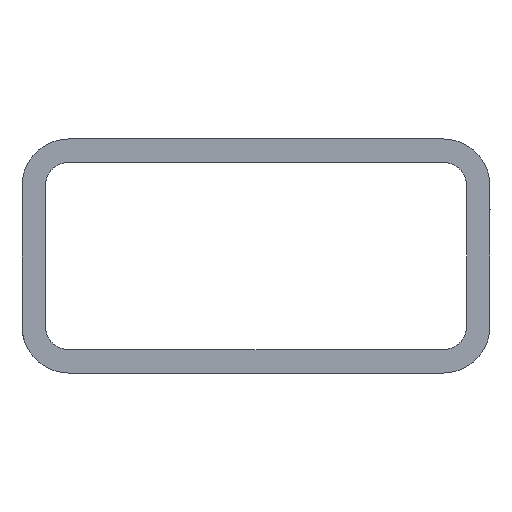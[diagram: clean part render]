
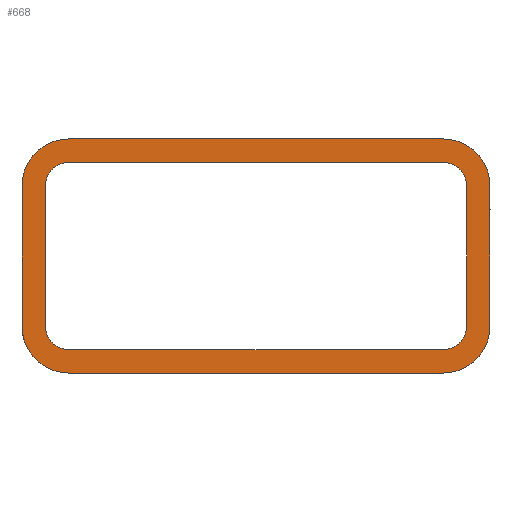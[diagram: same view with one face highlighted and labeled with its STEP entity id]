
A CAD part, front view. The second image highlights one B-rep face of the part: STEP entity #668.
In plain terms, the highlighted planar face has unit normal (0, -1, 0).
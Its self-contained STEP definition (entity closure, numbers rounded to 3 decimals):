
#25 = DIRECTION ( 'NONE',  ( 0., -1., 0. ) ) ;
#84 = VECTOR ( 'NONE', #2913, 1000. ) ;
#122 = VERTEX_POINT ( 'NONE', #1480 ) ;
#134 = CIRCLE ( 'NONE', #3129, 3. ) ;
#159 = CARTESIAN_POINT ( 'NONE',  ( -56.092, 2288.137, -43.25 ) ) ;
#164 = LINE ( 'NONE', #849, #1092 ) ;
#173 = DIRECTION ( 'NONE',  ( 0., 0., 1. ) ) ;
#178 = ORIENTED_EDGE ( 'NONE', *, *, #2545, .F. ) ;
#222 = DIRECTION ( 'NONE',  ( 0., 0., -1. ) ) ;
#243 = VERTEX_POINT ( 'NONE', #2965 ) ;
#248 = ORIENTED_EDGE ( 'NONE', *, *, #1075, .T. ) ;
#252 = EDGE_CURVE ( 'NONE', #2048, #1488, #301, .T. ) ;
#266 = EDGE_CURVE ( 'NONE', #243, #1125, #457, .T. ) ;
#269 = CARTESIAN_POINT ( 'NONE',  ( -104.092, 2288.137, -46.25 ) ) ;
#277 = DIRECTION ( 'NONE',  ( 0., -1., 0. ) ) ;
#301 = CIRCLE ( 'NONE', #1872, 6. ) ;
#302 = EDGE_LOOP ( 'NONE', ( #178, #1591, #1691, #2318, #1389, #3005, #2081, #1224 ) ) ;
#310 = DIRECTION ( 'NONE',  ( 0., 0., -1. ) ) ;
#349 = VERTEX_POINT ( 'NONE', #1194 ) ;
#368 = CARTESIAN_POINT ( 'NONE',  ( -104.092, 2288.137, -16.25 ) ) ;
#370 = DIRECTION ( 'NONE',  ( -1., 0., 0. ) ) ;
#376 = VERTEX_POINT ( 'NONE', #1952 ) ;
#388 = ORIENTED_EDGE ( 'NONE', *, *, #1905, .T. ) ;
#442 = DIRECTION ( 'NONE',  ( 0., 0., -1. ) ) ;
#443 = LINE ( 'NONE', #3092, #84 ) ;
#457 = LINE ( 'NONE', #1940, #3096 ) ;
#460 = PLANE ( 'NONE',  #1458 ) ;
#473 = CARTESIAN_POINT ( 'NONE',  ( -50.092, 2288.137, -40.25 ) ) ;
#485 = CIRCLE ( 'NONE', #903, 6. ) ;
#512 = CARTESIAN_POINT ( 'NONE',  ( -56.092, 2288.137, -22.25 ) ) ;
#577 = ORIENTED_EDGE ( 'NONE', *, *, #1645, .T. ) ;
#668 = ADVANCED_FACE ( 'NONE', ( #1416, #2667 ), #460, .T. ) ;
#673 = DIRECTION ( 'NONE',  ( 0., 0., -1. ) ) ;
#674 = CARTESIAN_POINT ( 'NONE',  ( -53.092, 2288.137, -40.25 ) ) ;
#697 = CARTESIAN_POINT ( 'NONE',  ( -56.092, 2288.137, -16.25 ) ) ;
#704 = DIRECTION ( 'NONE',  ( 0., -1., 0. ) ) ;
#712 = VERTEX_POINT ( 'NONE', #829 ) ;
#730 = DIRECTION ( 'NONE',  ( 0., 0., -1. ) ) ;
#799 = VERTEX_POINT ( 'NONE', #2766 ) ;
#809 = AXIS2_PLACEMENT_3D ( 'NONE', #1731, #967, #730 ) ;
#829 = CARTESIAN_POINT ( 'NONE',  ( -50.092, 2288.137, -22.25 ) ) ;
#842 = AXIS2_PLACEMENT_3D ( 'NONE', #512, #25, #1000 ) ;
#849 = CARTESIAN_POINT ( 'NONE',  ( -53.092, 2288.137, -22.25 ) ) ;
#903 = AXIS2_PLACEMENT_3D ( 'NONE', #1384, #277, #959 ) ;
#954 = EDGE_CURVE ( 'NONE', #1949, #2048, #2540, .T. ) ;
#959 = DIRECTION ( 'NONE',  ( 0., 0., -1. ) ) ;
#967 = DIRECTION ( 'NONE',  ( 0., -1., 0. ) ) ;
#986 = CARTESIAN_POINT ( 'NONE',  ( -104.092, 2288.137, -22.25 ) ) ;
#1000 = DIRECTION ( 'NONE',  ( 0., 0., -1. ) ) ;
#1001 = DIRECTION ( 'NONE',  ( 0., 0., -1. ) ) ;
#1007 = EDGE_CURVE ( 'NONE', #1125, #376, #134, .T. ) ;
#1075 = EDGE_CURVE ( 'NONE', #1488, #2341, #443, .T. ) ;
#1092 = VECTOR ( 'NONE', #173, 1000. ) ;
#1125 = VERTEX_POINT ( 'NONE', #2930 ) ;
#1127 = CARTESIAN_POINT ( 'NONE',  ( -56.092, 2288.137, -46.25 ) ) ;
#1167 = DIRECTION ( 'NONE',  ( 0., -1., 0. ) ) ;
#1173 = EDGE_CURVE ( 'NONE', #2517, #799, #164, .T. ) ;
#1194 = CARTESIAN_POINT ( 'NONE',  ( -56.092, 2288.137, -43.25 ) ) ;
#1224 = ORIENTED_EDGE ( 'NONE', *, *, #2468, .F. ) ;
#1252 = DIRECTION ( 'NONE',  ( 1., 0., 0. ) ) ;
#1297 = CIRCLE ( 'NONE', #809, 3. ) ;
#1342 = VECTOR ( 'NONE', #2299, 1000. ) ;
#1344 = AXIS2_PLACEMENT_3D ( 'NONE', #1510, #2479, #310 ) ;
#1384 = CARTESIAN_POINT ( 'NONE',  ( -56.092, 2288.137, -40.25 ) ) ;
#1389 = ORIENTED_EDGE ( 'NONE', *, *, #1007, .F. ) ;
#1416 = FACE_BOUND ( 'NONE', #302, .T. ) ;
#1426 = DIRECTION ( 'NONE',  ( 0., -1., 0. ) ) ;
#1443 = DIRECTION ( 'NONE',  ( 0., 0., 1. ) ) ;
#1458 = AXIS2_PLACEMENT_3D ( 'NONE', #2129, #1167, #222 ) ;
#1480 = CARTESIAN_POINT ( 'NONE',  ( -104.092, 2288.137, -19.25 ) ) ;
#1488 = VERTEX_POINT ( 'NONE', #2313 ) ;
#1499 = EDGE_CURVE ( 'NONE', #376, #349, #1630, .T. ) ;
#1510 = CARTESIAN_POINT ( 'NONE',  ( -104.092, 2288.137, -22.25 ) ) ;
#1589 = CARTESIAN_POINT ( 'NONE',  ( -56.092, 2288.137, -19.25 ) ) ;
#1591 = ORIENTED_EDGE ( 'NONE', *, *, #1173, .F. ) ;
#1616 = VECTOR ( 'NONE', #2549, 1000. ) ;
#1629 = EDGE_CURVE ( 'NONE', #349, #2517, #1297, .T. ) ;
#1630 = LINE ( 'NONE', #159, #1616 ) ;
#1645 = EDGE_CURVE ( 'NONE', #2341, #2896, #2732, .T. ) ;
#1687 = CARTESIAN_POINT ( 'NONE',  ( -104.092, 2288.137, -46.25 ) ) ;
#1691 = ORIENTED_EDGE ( 'NONE', *, *, #1629, .F. ) ;
#1693 = CARTESIAN_POINT ( 'NONE',  ( -104.092, 2288.137, -40.25 ) ) ;
#1731 = CARTESIAN_POINT ( 'NONE',  ( -56.092, 2288.137, -40.25 ) ) ;
#1735 = EDGE_CURVE ( 'NONE', #122, #243, #2831, .T. ) ;
#1777 = CARTESIAN_POINT ( 'NONE',  ( -50.092, 2288.137, -40.25 ) ) ;
#1792 = LINE ( 'NONE', #1589, #2078 ) ;
#1828 = CIRCLE ( 'NONE', #2279, 3. ) ;
#1872 = AXIS2_PLACEMENT_3D ( 'NONE', #986, #3153, #2185 ) ;
#1905 = EDGE_CURVE ( 'NONE', #2192, #2398, #485, .T. ) ;
#1908 = EDGE_CURVE ( 'NONE', #2896, #2192, #1928, .T. ) ;
#1910 = CARTESIAN_POINT ( 'NONE',  ( -104.092, 2288.137, -40.25 ) ) ;
#1928 = LINE ( 'NONE', #269, #3039 ) ;
#1940 = CARTESIAN_POINT ( 'NONE',  ( -107.092, 2288.137, -40.25 ) ) ;
#1949 = VERTEX_POINT ( 'NONE', #697 ) ;
#1952 = CARTESIAN_POINT ( 'NONE',  ( -104.092, 2288.137, -43.25 ) ) ;
#1988 = CARTESIAN_POINT ( 'NONE',  ( -56.092, 2288.137, -19.25 ) ) ;
#2048 = VERTEX_POINT ( 'NONE', #2672 ) ;
#2078 = VECTOR ( 'NONE', #370, 1000. ) ;
#2081 = ORIENTED_EDGE ( 'NONE', *, *, #1735, .F. ) ;
#2112 = DIRECTION ( 'NONE',  ( 0., 0., -1. ) ) ;
#2129 = CARTESIAN_POINT ( 'NONE',  ( -104.092, 2288.137, -22.25 ) ) ;
#2140 = CARTESIAN_POINT ( 'NONE',  ( -56.092, 2288.137, -22.25 ) ) ;
#2185 = DIRECTION ( 'NONE',  ( 0., 0., -1. ) ) ;
#2192 = VERTEX_POINT ( 'NONE', #1127 ) ;
#2250 = ORIENTED_EDGE ( 'NONE', *, *, #1908, .T. ) ;
#2265 = EDGE_LOOP ( 'NONE', ( #2537, #248, #577, #2250, #388, #3127, #2823, #2438 ) ) ;
#2279 = AXIS2_PLACEMENT_3D ( 'NONE', #2140, #704, #2112 ) ;
#2299 = DIRECTION ( 'NONE',  ( -1., 0., 0. ) ) ;
#2311 = AXIS2_PLACEMENT_3D ( 'NONE', #1693, #2929, #442 ) ;
#2313 = CARTESIAN_POINT ( 'NONE',  ( -110.092, 2288.137, -22.25 ) ) ;
#2318 = ORIENTED_EDGE ( 'NONE', *, *, #1499, .F. ) ;
#2324 = EDGE_CURVE ( 'NONE', #2398, #712, #2908, .T. ) ;
#2341 = VERTEX_POINT ( 'NONE', #2429 ) ;
#2398 = VERTEX_POINT ( 'NONE', #1777 ) ;
#2429 = CARTESIAN_POINT ( 'NONE',  ( -110.092, 2288.137, -40.25 ) ) ;
#2438 = ORIENTED_EDGE ( 'NONE', *, *, #954, .T. ) ;
#2468 = EDGE_CURVE ( 'NONE', #2679, #122, #1792, .T. ) ;
#2479 = DIRECTION ( 'NONE',  ( 0., -1., 0. ) ) ;
#2517 = VERTEX_POINT ( 'NONE', #674 ) ;
#2537 = ORIENTED_EDGE ( 'NONE', *, *, #252, .T. ) ;
#2540 = LINE ( 'NONE', #368, #1342 ) ;
#2545 = EDGE_CURVE ( 'NONE', #799, #2679, #1828, .T. ) ;
#2549 = DIRECTION ( 'NONE',  ( 1., 0., 0. ) ) ;
#2642 = CIRCLE ( 'NONE', #842, 6. ) ;
#2667 = FACE_OUTER_BOUND ( 'NONE', #2265, .T. ) ;
#2672 = CARTESIAN_POINT ( 'NONE',  ( -104.092, 2288.137, -16.25 ) ) ;
#2679 = VERTEX_POINT ( 'NONE', #1988 ) ;
#2732 = CIRCLE ( 'NONE', #2311, 6. ) ;
#2754 = EDGE_CURVE ( 'NONE', #712, #1949, #2642, .T. ) ;
#2766 = CARTESIAN_POINT ( 'NONE',  ( -53.092, 2288.137, -22.25 ) ) ;
#2823 = ORIENTED_EDGE ( 'NONE', *, *, #2754, .T. ) ;
#2831 = CIRCLE ( 'NONE', #1344, 3. ) ;
#2896 = VERTEX_POINT ( 'NONE', #1687 ) ;
#2908 = LINE ( 'NONE', #473, #3097 ) ;
#2913 = DIRECTION ( 'NONE',  ( 0., 0., -1. ) ) ;
#2929 = DIRECTION ( 'NONE',  ( 0., -1., 0. ) ) ;
#2930 = CARTESIAN_POINT ( 'NONE',  ( -107.092, 2288.137, -40.25 ) ) ;
#2965 = CARTESIAN_POINT ( 'NONE',  ( -107.092, 2288.137, -22.25 ) ) ;
#3005 = ORIENTED_EDGE ( 'NONE', *, *, #266, .F. ) ;
#3039 = VECTOR ( 'NONE', #1252, 1000. ) ;
#3092 = CARTESIAN_POINT ( 'NONE',  ( -110.092, 2288.137, -22.25 ) ) ;
#3096 = VECTOR ( 'NONE', #1001, 1000. ) ;
#3097 = VECTOR ( 'NONE', #1443, 1000. ) ;
#3127 = ORIENTED_EDGE ( 'NONE', *, *, #2324, .T. ) ;
#3129 = AXIS2_PLACEMENT_3D ( 'NONE', #1910, #1426, #673 ) ;
#3153 = DIRECTION ( 'NONE',  ( 0., -1., 0. ) ) ;
